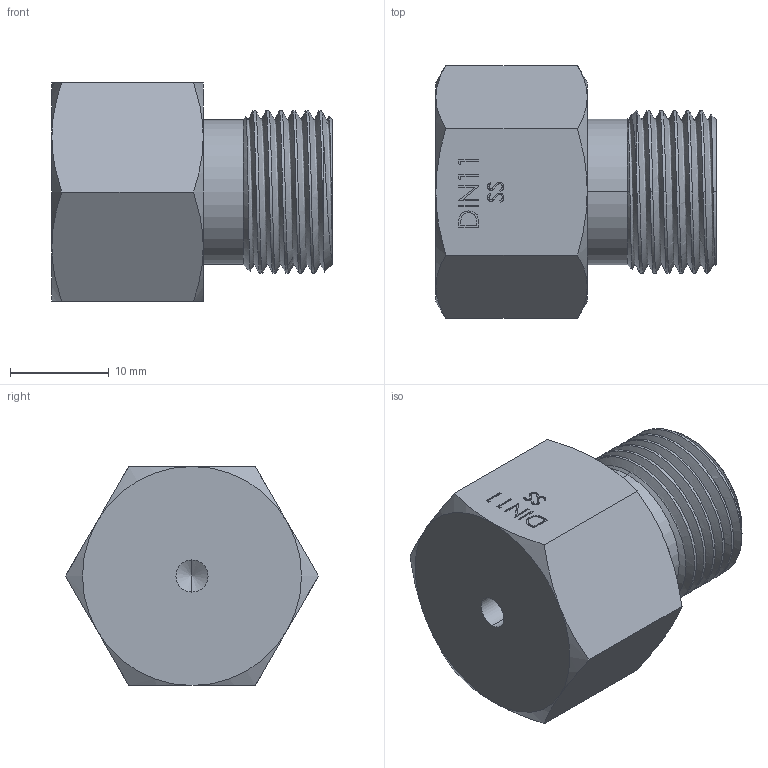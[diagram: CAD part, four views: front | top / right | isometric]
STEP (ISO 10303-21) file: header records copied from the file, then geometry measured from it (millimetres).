
FILE_DESCRIPTION (( 'STEP AP203' ), '1' );
FILE_NAME ('AD-DIN11MSS-BL.STEP', '2025-08-18T20:19:49', ( '' ), ( '' ), 'SwSTEP 2.0', 'SolidWorks 2018', '' );
FILE_SCHEMA (( 'CONFIG_CONTROL_DESIGN' ));
Length unit declared in the file: inch
Products named in the file (1): AD-DIN11MSS-BL
Bounding box: 28.45 x 25.66 x 22.23 mm (x, y, z)
Volume: 8288.7 mm3; surface area: 3291.3 mm2
Topology: 1 solids, 1 shells, 130 faces, 339 edges, 218 vertices
Faces by surface type: plane 53, bspline 38, cone 21, cylinder 18
Entity records: 9548 total; most frequent: CARTESIAN_POINT 6647, ORIENTED_EDGE 670, DIRECTION 420, EDGE_CURVE 335, VERTEX_POINT 218, VECTOR 176, LINE 176, EDGE_LOOP 141
